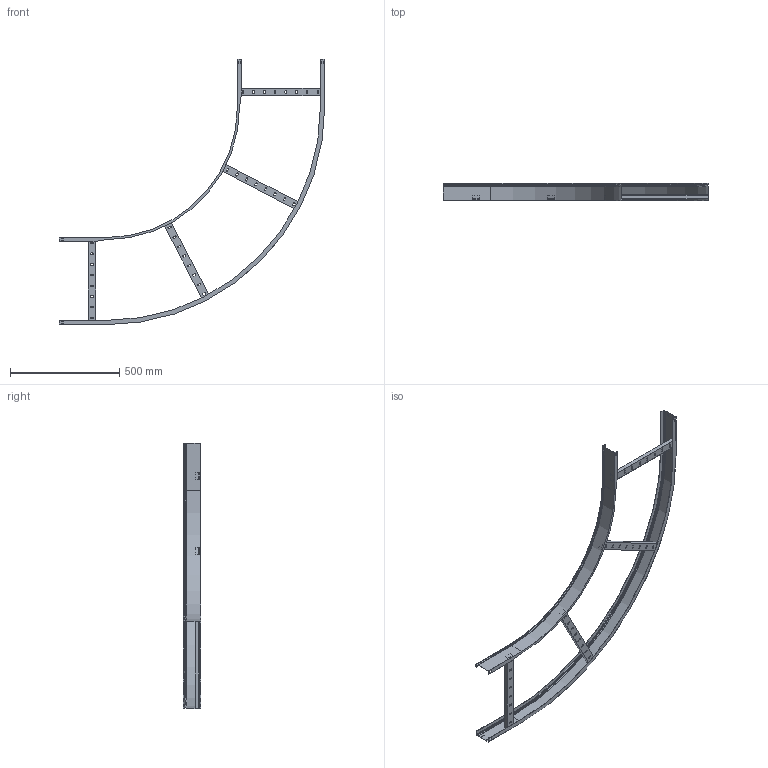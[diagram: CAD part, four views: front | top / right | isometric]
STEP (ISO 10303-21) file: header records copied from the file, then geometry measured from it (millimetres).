
FILE_DESCRIPTION (( 'STEP AP214' ), '1' );
FILE_NAME ('EAPG05-4--07.STEP', '2021-03-08T15:44:12', ( '' ), ( '' ), 'SwSTEP 2.0', 'SolidWorks 2017', '' );
FILE_SCHEMA (( 'AUTOMOTIVE_DESIGN' ));
Length unit declared in the file: millimetre
Products named in the file (4): ÊÈÂÀ 195.06.01 Ëîíæåðîí áàçîâûé-00_-01; EAPG05-4--07; ÊÈÂÀ 095.00.03 Ïëàíêà ïîïåðå÷íàÿ-00_-03; 嗜吕 195.06.02 祟礞屦铐 铗忮蝽-00_-07
Assembly tree (6 placements, depth 2):
  EAPG05-4--07
    ÊÈÂÀ 195.06.01 Ëîíæåðîí áàçîâûé-00_-01
    ÊÈÂÀ 095.00.03 Ïëàíêà ïîïåðå÷íàÿ-00_-03  x4
    嗜吕 195.06.02 祟礞屦铐 铗忮蝽-00_-07
Bounding box: 1217.6 x 80 x 1217 mm (x, y, z)
Volume: 621816.8 mm3; surface area: 1051454.6 mm2
Topology: 6 solids, 6 shells, 466 faces, 1222 edges, 768 vertices
Faces by surface type: plane 320, cylinder 120, torus 18, cone 8
Entity records: 8254 total; most frequent: DIRECTION 1426, CARTESIAN_POINT 1379, ORIENTED_EDGE 1364, EDGE_CURVE 682, LINE 516, VECTOR 516, AXIS2_PLACEMENT_3D 455, VERTEX_POINT 408
